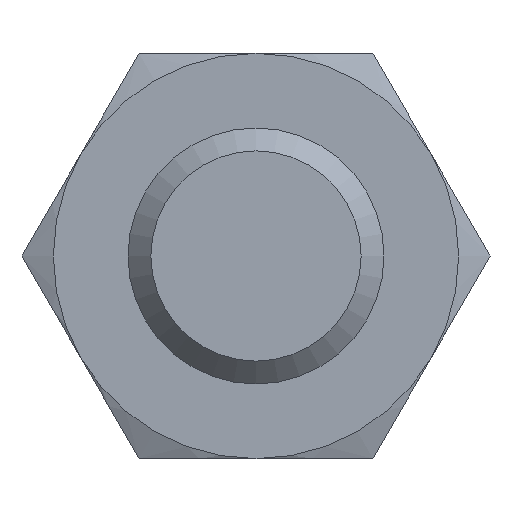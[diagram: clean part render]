
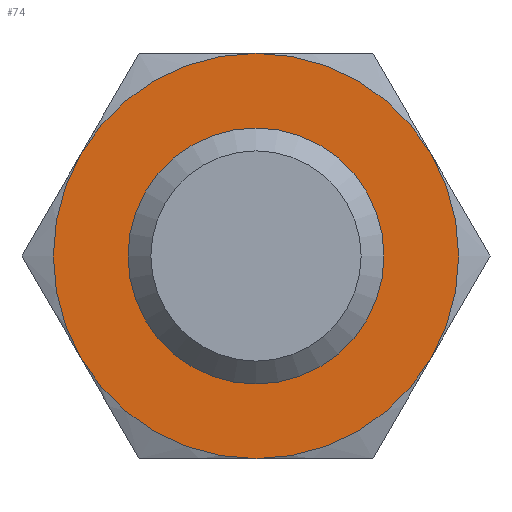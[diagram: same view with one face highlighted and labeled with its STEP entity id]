
A CAD part, front view. The second image highlights one B-rep face of the part: STEP entity #74.
In plain terms, the highlighted planar face has unit normal (0, -1, 0).
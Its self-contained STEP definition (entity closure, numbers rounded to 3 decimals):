
#74 = ADVANCED_FACE( '', ( #157, #158 ), #159, .F. );
#157 = FACE_BOUND( '', #248, .T. );
#158 = FACE_OUTER_BOUND( '', #249, .T. );
#159 = PLANE( '', #250 );
#248 = EDGE_LOOP( '', ( #386 ) );
#249 = EDGE_LOOP( '', ( #387, #388, #389, #390, #391, #392 ) );
#250 = AXIS2_PLACEMENT_3D( '', #393, #394, #395 );
#386 = ORIENTED_EDGE( '', *, *, #521, .F. );
#387 = ORIENTED_EDGE( '', *, *, #515, .T. );
#388 = ORIENTED_EDGE( '', *, *, #542, .T. );
#389 = ORIENTED_EDGE( '', *, *, #536, .T. );
#390 = ORIENTED_EDGE( '', *, *, #543, .T. );
#391 = ORIENTED_EDGE( '', *, *, #525, .T. );
#392 = ORIENTED_EDGE( '', *, *, #544, .T. );
#393 = CARTESIAN_POINT( '', ( 9.5, 0., 0. ) );
#394 = DIRECTION( '', ( 0., 1., 0. ) );
#395 = DIRECTION( '', ( 0., 0., 1. ) );
#515 = EDGE_CURVE( '', #596, #603, #604, .T. );
#521 = EDGE_CURVE( '', #612, #612, #613, .T. );
#525 = EDGE_CURVE( '', #615, #618, #620, .T. );
#536 = EDGE_CURVE( '', #586, #635, #636, .T. );
#542 = EDGE_CURVE( '', #603, #586, #643, .T. );
#543 = EDGE_CURVE( '', #635, #615, #644, .T. );
#544 = EDGE_CURVE( '', #618, #596, #645, .T. );
#586 = VERTEX_POINT( '', #711 );
#596 = VERTEX_POINT( '', #738 );
#603 = VERTEX_POINT( '', #759 );
#604 = CIRCLE( '', #760, 9.5 );
#612 = VERTEX_POINT( '', #773 );
#613 = CIRCLE( '', #774, 4.7 );
#615 = VERTEX_POINT( '', #776 );
#618 = VERTEX_POINT( '', #784 );
#620 = CIRCLE( '', #791, 9.5 );
#635 = VERTEX_POINT( '', #828 );
#636 = CIRCLE( '', #829, 9.5 );
#643 = CIRCLE( '', #844, 9.5 );
#644 = CIRCLE( '', #845, 9.5 );
#645 = CIRCLE( '', #846, 9.5 );
#711 = CARTESIAN_POINT( '', ( 8.227, 0., 4.75 ) );
#738 = CARTESIAN_POINT( '', ( 0., 0., -9.5 ) );
#759 = CARTESIAN_POINT( '', ( 8.227, 0., -4.75 ) );
#760 = AXIS2_PLACEMENT_3D( '', #908, #909, #910 );
#773 = CARTESIAN_POINT( '', ( 0., 0., -4.7 ) );
#774 = AXIS2_PLACEMENT_3D( '', #917, #918, #919 );
#776 = CARTESIAN_POINT( '', ( -8.227, 0., 4.75 ) );
#784 = CARTESIAN_POINT( '', ( -8.227, 0., -4.75 ) );
#791 = AXIS2_PLACEMENT_3D( '', #920, #921, #922 );
#828 = CARTESIAN_POINT( '', ( 0., 0., 9.5 ) );
#829 = AXIS2_PLACEMENT_3D( '', #928, #929, #930 );
#844 = AXIS2_PLACEMENT_3D( '', #934, #935, #936 );
#845 = AXIS2_PLACEMENT_3D( '', #937, #938, #939 );
#846 = AXIS2_PLACEMENT_3D( '', #940, #941, #942 );
#908 = CARTESIAN_POINT( '', ( 0., 0., 0. ) );
#909 = DIRECTION( '', ( 0., -1., 0. ) );
#910 = DIRECTION( '', ( 0., 0., -1. ) );
#917 = CARTESIAN_POINT( '', ( 0., 0., 0. ) );
#918 = DIRECTION( '', ( 0., -1., 0. ) );
#919 = DIRECTION( '', ( 0., 0., -1. ) );
#920 = CARTESIAN_POINT( '', ( 0., 0., 0. ) );
#921 = DIRECTION( '', ( 0., -1., 0. ) );
#922 = DIRECTION( '', ( 0., 0., -1. ) );
#928 = CARTESIAN_POINT( '', ( 0., 0., 0. ) );
#929 = DIRECTION( '', ( 0., -1., 0. ) );
#930 = DIRECTION( '', ( 0., 0., -1. ) );
#934 = CARTESIAN_POINT( '', ( 0., 0., 0. ) );
#935 = DIRECTION( '', ( 0., -1., 0. ) );
#936 = DIRECTION( '', ( 0., 0., -1. ) );
#937 = CARTESIAN_POINT( '', ( 0., 0., 0. ) );
#938 = DIRECTION( '', ( 0., -1., 0. ) );
#939 = DIRECTION( '', ( 0., 0., -1. ) );
#940 = CARTESIAN_POINT( '', ( 0., 0., 0. ) );
#941 = DIRECTION( '', ( 0., -1., 0. ) );
#942 = DIRECTION( '', ( 0., 0., -1. ) );
